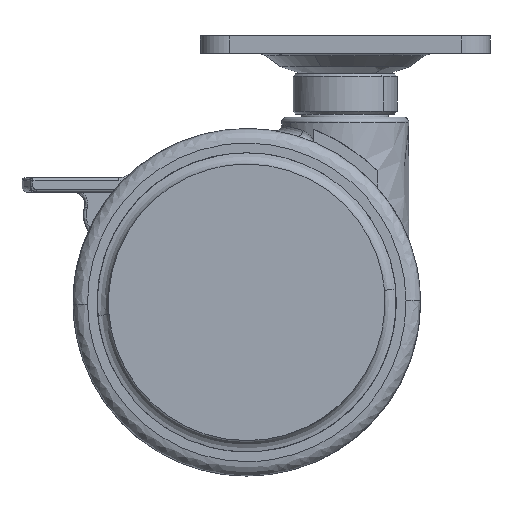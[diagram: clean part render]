
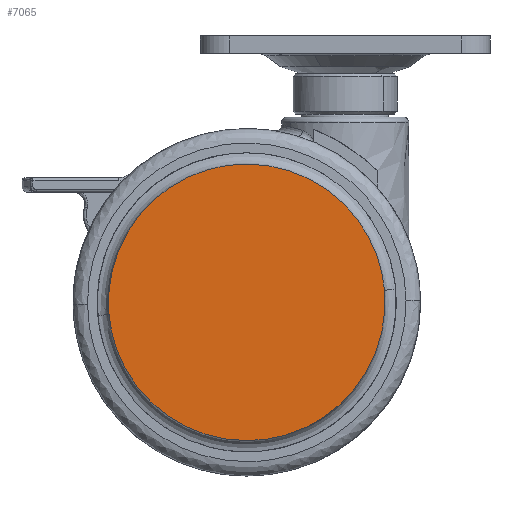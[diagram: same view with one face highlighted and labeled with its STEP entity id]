
A CAD part, front view. The second image highlights one B-rep face of the part: STEP entity #7065.
In plain terms, the highlighted free-form (B-spline) face has degree [1, 1] with [2, 2] control points.
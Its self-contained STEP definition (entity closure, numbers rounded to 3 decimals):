
#6979=CARTESIAN_POINT('',(-26.254,-22.8,-26.261));
#6980=CARTESIAN_POINT('',(-26.254,-22.8,26.261));
#6981=CARTESIAN_POINT('',(26.254,-22.8,-26.261));
#6982=CARTESIAN_POINT('',(26.254,-22.8,26.261));
#6983=B_SPLINE_SURFACE_WITH_KNOTS('',1,1,((#6979,#6981),(#6980,#6982)),.UNSPECIFIED.,.F.,.F.,.U.,(2,2),(2,2),(0.0,52.521),(0.0,52.508),.UNSPECIFIED.);
#6984=CARTESIAN_POINT('',(-23.783,-22.8,-2.097));
#6985=VERTEX_POINT('',#6984);
#6986=CARTESIAN_POINT('',(0.0,-22.8,23.876));
#6987=VERTEX_POINT('',#6986);
#6988=CARTESIAN_POINT('',(-23.783,-22.8,-2.097));
#6989=CARTESIAN_POINT('',(-23.906,-22.8,-0.711));
#6990=CARTESIAN_POINT('',(-23.907,-22.8,1.774));
#6991=CARTESIAN_POINT('',(-23.396,-22.8,5.042));
#6992=CARTESIAN_POINT('',(-22.583,-22.8,7.925));
#6993=CARTESIAN_POINT('',(-21.39,-22.8,10.788));
#6994=CARTESIAN_POINT('',(-19.776,-22.8,13.498));
#6995=CARTESIAN_POINT('',(-17.795,-22.8,16.014));
#6996=CARTESIAN_POINT('',(-15.99,-22.8,17.791));
#6997=CARTESIAN_POINT('',(-13.853,-22.8,19.497));
#6998=CARTESIAN_POINT('',(-11.422,-22.8,21.067));
#6999=CARTESIAN_POINT('',(-7.933,-22.8,22.644));
#7000=CARTESIAN_POINT('',(-4.022,-22.8,23.654));
#7001=CARTESIAN_POINT('',(-1.289,-22.8,23.876));
#7002=CARTESIAN_POINT('',(0.0,-22.8,23.876));
#7003=B_SPLINE_CURVE_WITH_KNOTS('',3,(#6988,#6989,#6990,#6991,#6992,#6993,#6994,#6995,#6996,#6997,#6998,#6999,#7000,#7001,#7002),.UNSPECIFIED.,.F.,.U.,(4,1,1,1,1,1,1,1,1,1,1,1,4),(0.,4.177,7.426,9.901,13.15,16.708,19.338,22.741,24.288,27.537,31.405,35.736,39.604),.UNSPECIFIED.);
#7004=EDGE_CURVE('',#6985,#6987,#7003,.T.);
#7005=ORIENTED_EDGE('',*,*,#7004,.F.);
#7006=CARTESIAN_POINT('',(0.0,-22.8,-23.876));
#7007=VERTEX_POINT('',#7006);
#7008=CARTESIAN_POINT('',(0.0,-22.8,-23.876));
#7009=CARTESIAN_POINT('',(-1.475,-22.8,-23.876));
#7010=CARTESIAN_POINT('',(-3.826,-22.8,-23.657));
#7011=CARTESIAN_POINT('',(-6.741,-22.8,-22.942));
#7012=CARTESIAN_POINT('',(-9.093,-22.8,-22.121));
#7013=CARTESIAN_POINT('',(-11.896,-22.8,-20.811));
#7014=CARTESIAN_POINT('',(-14.703,-22.8,-18.928));
#7015=CARTESIAN_POINT('',(-17.086,-22.8,-16.745));
#7016=CARTESIAN_POINT('',(-18.942,-22.8,-14.627));
#7017=CARTESIAN_POINT('',(-20.534,-22.8,-12.302));
#7018=CARTESIAN_POINT('',(-22.058,-22.8,-9.347));
#7019=CARTESIAN_POINT('',(-23.226,-22.8,-5.982));
#7020=CARTESIAN_POINT('',(-23.67,-22.8,-3.383));
#7021=CARTESIAN_POINT('',(-23.783,-22.8,-2.097));
#7022=B_SPLINE_CURVE_WITH_KNOTS('',3,(#7008,#7009,#7010,#7011,#7012,#7013,#7014,#7015,#7016,#7017,#7018,#7019,#7020,#7021),.UNSPECIFIED.,.F.,.U.,(4,1,1,1,1,1,1,1,1,1,1,4),(0.,4.425,7.053,8.989,11.893,16.319,19.085,21.574,24.755,27.521,31.531,35.403),.UNSPECIFIED.);
#7023=EDGE_CURVE('',#7007,#6985,#7022,.T.);
#7024=ORIENTED_EDGE('',*,*,#7023,.F.);
#7025=CARTESIAN_POINT('',(23.783,-22.8,2.097));
#7026=VERTEX_POINT('',#7025);
#7027=CARTESIAN_POINT('',(23.783,-22.8,2.097));
#7028=CARTESIAN_POINT('',(23.924,-22.8,0.505));
#7029=CARTESIAN_POINT('',(23.895,-22.8,-1.775));
#7030=CARTESIAN_POINT('',(23.385,-22.8,-5.039));
#7031=CARTESIAN_POINT('',(22.569,-22.8,-8.084));
#7032=CARTESIAN_POINT('',(21.183,-22.8,-11.208));
#7033=CARTESIAN_POINT('',(19.215,-22.8,-14.302));
#7034=CARTESIAN_POINT('',(17.034,-22.8,-16.862));
#7035=CARTESIAN_POINT('',(14.687,-22.8,-18.89));
#7036=CARTESIAN_POINT('',(12.215,-22.8,-20.579));
#7037=CARTESIAN_POINT('',(9.605,-22.8,-21.947));
#7038=CARTESIAN_POINT('',(6.632,-22.8,-22.999));
#7039=CARTESIAN_POINT('',(3.455,-22.8,-23.7));
#7040=CARTESIAN_POINT('',(1.289,-22.8,-23.876));
#7041=CARTESIAN_POINT('',(0.0,-22.8,-23.876));
#7042=B_SPLINE_CURVE_WITH_KNOTS('',3,(#7027,#7028,#7029,#7030,#7031,#7032,#7033,#7034,#7035,#7036,#7037,#7038,#7039,#7040,#7041),.UNSPECIFIED.,.F.,.U.,(4,1,1,1,1,1,1,1,1,1,1,1,4),(0.,4.796,6.807,9.901,14.233,17.017,20.885,24.288,26.299,29.858,33.106,35.736,39.604),.UNSPECIFIED.);
#7043=EDGE_CURVE('',#7026,#7007,#7042,.T.);
#7044=ORIENTED_EDGE('',*,*,#7043,.F.);
#7045=CARTESIAN_POINT('',(0.0,-22.8,23.876));
#7046=CARTESIAN_POINT('',(1.06,-22.8,23.876));
#7047=CARTESIAN_POINT('',(2.996,-22.8,23.746));
#7048=CARTESIAN_POINT('',(5.944,-22.8,23.185));
#7049=CARTESIAN_POINT('',(8.628,-22.8,22.325));
#7050=CARTESIAN_POINT('',(10.977,-22.8,21.244));
#7051=CARTESIAN_POINT('',(13.09,-22.8,20.014));
#7052=CARTESIAN_POINT('',(14.887,-22.8,18.716));
#7053=CARTESIAN_POINT('',(16.891,-22.8,16.944));
#7054=CARTESIAN_POINT('',(18.971,-22.8,14.65));
#7055=CARTESIAN_POINT('',(20.984,-22.8,11.6));
#7056=CARTESIAN_POINT('',(22.353,-22.8,8.566));
#7057=CARTESIAN_POINT('',(23.32,-22.8,5.435));
#7058=CARTESIAN_POINT('',(23.67,-22.8,3.383));
#7059=CARTESIAN_POINT('',(23.783,-22.8,2.097));
#7060=B_SPLINE_CURVE_WITH_KNOTS('',3,(#7045,#7046,#7047,#7048,#7049,#7050,#7051,#7052,#7053,#7054,#7055,#7056,#7057,#7058,#7059),.UNSPECIFIED.,.F.,.U.,(4,1,1,1,1,1,1,1,1,1,1,1,4),(0.,3.181,5.808,8.989,11.617,13.553,16.319,18.255,21.574,25.585,29.18,31.531,35.403),.UNSPECIFIED.);
#7061=EDGE_CURVE('',#6987,#7026,#7060,.T.);
#7062=ORIENTED_EDGE('',*,*,#7061,.F.);
#7063=EDGE_LOOP('',(#7005,#7024,#7044,#7062));
#7064=FACE_OUTER_BOUND('',#7063,.T.);
#7065=ADVANCED_FACE('',(#7064),#6983,.F.);
